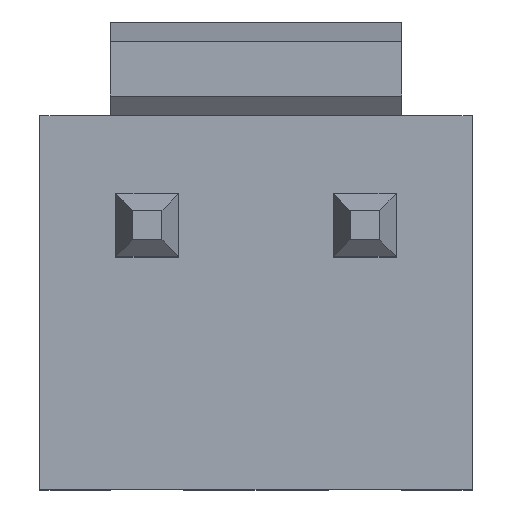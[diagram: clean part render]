
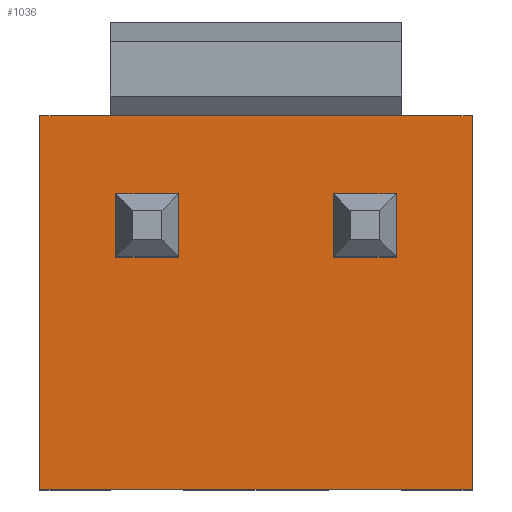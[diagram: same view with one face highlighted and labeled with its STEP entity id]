
A CAD part, top view. The second image highlights one B-rep face of the part: STEP entity #1036.
In plain terms, the highlighted planar face has unit normal (0, 0, 1).
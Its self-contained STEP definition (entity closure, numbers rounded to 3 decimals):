
#21=FACE_BOUND('',#117,.T.);
#22=FACE_BOUND('',#118,.T.);
#54=FACE_OUTER_BOUND('',#116,.T.);
#116=EDGE_LOOP('',(#819,#820,#821,#822,#823,#824));
#117=EDGE_LOOP('',(#825,#826,#827,#828));
#118=EDGE_LOOP('',(#829,#830,#831,#832));
#178=LINE('',#1472,#320);
#181=LINE('',#1477,#323);
#183=LINE('',#1482,#325);
#186=LINE('',#1487,#328);
#204=LINE('',#1523,#346);
#216=LINE('',#1547,#358);
#221=LINE('',#1557,#363);
#224=LINE('',#1562,#366);
#226=LINE('',#1566,#368);
#227=LINE('',#1568,#369);
#229=LINE('',#1572,#371);
#230=LINE('',#1574,#372);
#231=LINE('',#1576,#373);
#232=LINE('',#1578,#374);
#320=VECTOR('',#1188,10.);
#323=VECTOR('',#1193,10.);
#325=VECTOR('',#1197,10.);
#328=VECTOR('',#1202,10.);
#346=VECTOR('',#1230,10.);
#358=VECTOR('',#1252,10.);
#363=VECTOR('',#1265,10.);
#366=VECTOR('',#1270,10.);
#368=VECTOR('',#1274,10.);
#369=VECTOR('',#1277,10.);
#371=VECTOR('',#1281,10.);
#372=VECTOR('',#1284,10.);
#373=VECTOR('',#1287,10.);
#374=VECTOR('',#1290,10.);
#457=VERTEX_POINT('',#1469);
#458=VERTEX_POINT('',#1471);
#459=VERTEX_POINT('',#1475);
#460=VERTEX_POINT('',#1479);
#461=VERTEX_POINT('',#1481);
#462=VERTEX_POINT('',#1485);
#463=VERTEX_POINT('',#1489);
#474=VERTEX_POINT('',#1520);
#475=VERTEX_POINT('',#1522);
#482=VERTEX_POINT('',#1546);
#483=VERTEX_POINT('',#1556);
#484=VERTEX_POINT('',#1560);
#485=VERTEX_POINT('',#1564);
#486=VERTEX_POINT('',#1570);
#550=EDGE_CURVE('',#458,#457,#178,.T.);
#553=EDGE_CURVE('',#457,#459,#181,.T.);
#555=EDGE_CURVE('',#461,#460,#183,.T.);
#558=EDGE_CURVE('',#460,#462,#186,.T.);
#576=EDGE_CURVE('',#475,#474,#204,.T.);
#588=EDGE_CURVE('',#482,#463,#216,.T.);
#593=EDGE_CURVE('',#483,#482,#221,.T.);
#596=EDGE_CURVE('',#463,#484,#224,.T.);
#598=EDGE_CURVE('',#459,#485,#226,.T.);
#599=EDGE_CURVE('',#485,#458,#227,.T.);
#601=EDGE_CURVE('',#462,#486,#229,.T.);
#602=EDGE_CURVE('',#486,#461,#230,.T.);
#603=EDGE_CURVE('',#474,#483,#231,.T.);
#604=EDGE_CURVE('',#484,#475,#232,.T.);
#819=ORIENTED_EDGE('',*,*,#604,.T.);
#820=ORIENTED_EDGE('',*,*,#576,.T.);
#821=ORIENTED_EDGE('',*,*,#603,.T.);
#822=ORIENTED_EDGE('',*,*,#593,.T.);
#823=ORIENTED_EDGE('',*,*,#588,.T.);
#824=ORIENTED_EDGE('',*,*,#596,.T.);
#825=ORIENTED_EDGE('',*,*,#602,.T.);
#826=ORIENTED_EDGE('',*,*,#555,.T.);
#827=ORIENTED_EDGE('',*,*,#558,.T.);
#828=ORIENTED_EDGE('',*,*,#601,.T.);
#829=ORIENTED_EDGE('',*,*,#599,.T.);
#830=ORIENTED_EDGE('',*,*,#550,.T.);
#831=ORIENTED_EDGE('',*,*,#553,.T.);
#832=ORIENTED_EDGE('',*,*,#598,.T.);
#976=PLANE('',#1112);
#1036=ADVANCED_FACE('',(#54,#21,#22),#976,.T.);
#1112=AXIS2_PLACEMENT_3D('',#1579,#1291,#1292);
#1188=DIRECTION('',(0.,-1.,0.));
#1193=DIRECTION('',(-1.,0.,0.));
#1197=DIRECTION('',(0.,-1.,0.));
#1202=DIRECTION('',(-1.,0.,0.));
#1230=DIRECTION('',(1.,0.,0.));
#1252=DIRECTION('',(-1.,0.,0.));
#1265=DIRECTION('',(-1.,0.,0.));
#1270=DIRECTION('',(-1.,0.,0.));
#1274=DIRECTION('',(0.,1.,0.));
#1277=DIRECTION('',(1.,0.,0.));
#1281=DIRECTION('',(0.,1.,0.));
#1284=DIRECTION('',(1.,0.,0.));
#1287=DIRECTION('',(0.,1.,0.));
#1290=DIRECTION('',(0.,-1.,0.));
#1291=DIRECTION('center_axis',(0.,0.,1.));
#1292=DIRECTION('ref_axis',(1.,0.,0.));
#1469=CARTESIAN_POINT('',(4.53,-0.57,3.2));
#1471=CARTESIAN_POINT('',(4.53,0.57,3.2));
#1472=CARTESIAN_POINT('',(4.53,0.57,3.2));
#1475=CARTESIAN_POINT('',(3.39,-0.57,3.2));
#1477=CARTESIAN_POINT('',(4.53,-0.57,3.2));
#1479=CARTESIAN_POINT('',(0.57,-0.57,3.2));
#1481=CARTESIAN_POINT('',(0.57,0.57,3.2));
#1482=CARTESIAN_POINT('',(0.57,0.57,3.2));
#1485=CARTESIAN_POINT('',(-0.57,-0.57,3.2));
#1487=CARTESIAN_POINT('',(0.57,-0.57,3.2));
#1489=CARTESIAN_POINT('',(-0.67,2.,3.2));
#1520=CARTESIAN_POINT('',(5.91,-4.8,3.2));
#1522=CARTESIAN_POINT('',(-1.95,-4.8,3.2));
#1523=CARTESIAN_POINT('',(5.91,-4.8,3.2));
#1546=CARTESIAN_POINT('',(4.63,2.,3.2));
#1547=CARTESIAN_POINT('',(-1.95,2.,3.2));
#1556=CARTESIAN_POINT('',(5.91,2.,3.2));
#1557=CARTESIAN_POINT('',(-1.95,2.,3.2));
#1560=CARTESIAN_POINT('',(-1.95,2.,3.2));
#1562=CARTESIAN_POINT('',(-1.95,2.,3.2));
#1564=CARTESIAN_POINT('',(3.39,0.57,3.2));
#1566=CARTESIAN_POINT('',(3.39,-0.57,3.2));
#1568=CARTESIAN_POINT('',(3.39,0.57,3.2));
#1570=CARTESIAN_POINT('',(-0.57,0.57,3.2));
#1572=CARTESIAN_POINT('',(-0.57,-0.57,3.2));
#1574=CARTESIAN_POINT('',(-0.57,0.57,3.2));
#1576=CARTESIAN_POINT('',(5.91,3.7,3.2));
#1578=CARTESIAN_POINT('',(-1.95,-4.8,3.2));
#1579=CARTESIAN_POINT('Origin',(1.98,-1.4,3.2));
